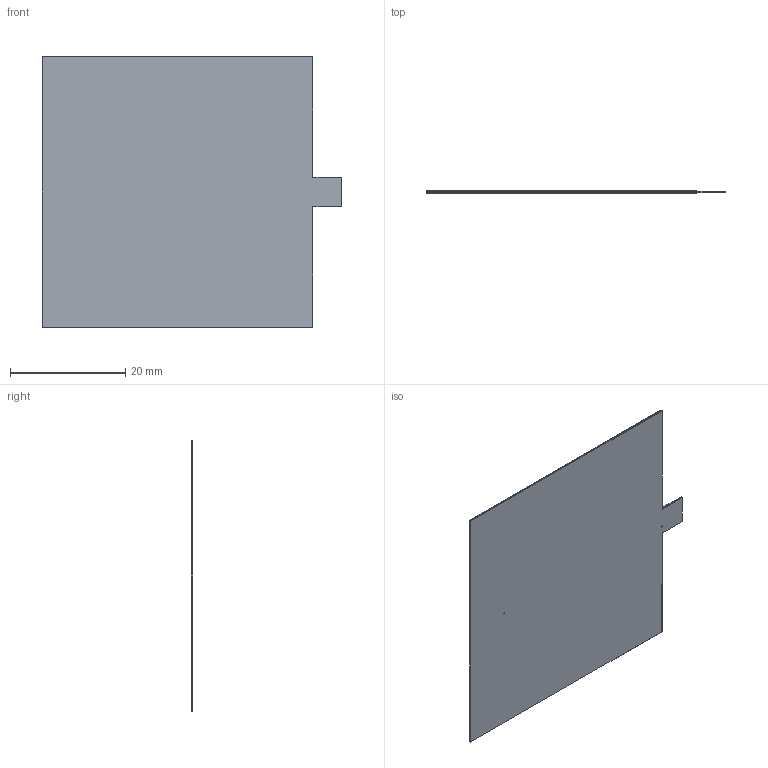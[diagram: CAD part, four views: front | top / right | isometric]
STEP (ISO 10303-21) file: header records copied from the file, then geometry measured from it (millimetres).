
FILE_DESCRIPTION (( 'STEP AP214' ), '1' );
FILE_NAME ('FXR.06.A.dg.STEP', '2018-07-26T03:12:36', ( '' ), ( '' ), 'SwSTEP 2.0', 'SolidWorks 2017', '' );
FILE_SCHEMA (( 'AUTOMOTIVE_DESIGN' ));
Length unit declared in the file: millimetre
Products named in the file (1): FXR.06.A.dg
Bounding box: 52 x 0.31 x 47 mm (x, y, z)
Volume: 671.5 mm3; surface area: 9001.3 mm2
Topology: 2 solids, 2 shells, 502 faces, 1272 edges, 848 vertices
Faces by surface type: plane 285, bspline 205, cylinder 12
Entity records: 25079 total; most frequent: CARTESIAN_POINT 9120, ORIENTED_EDGE 2544, DIRECTION 1482, EDGE_CURVE 1272, VERTEX_POINT 848, VECTOR 838, LINE 838, EDGE_LOOP 580
